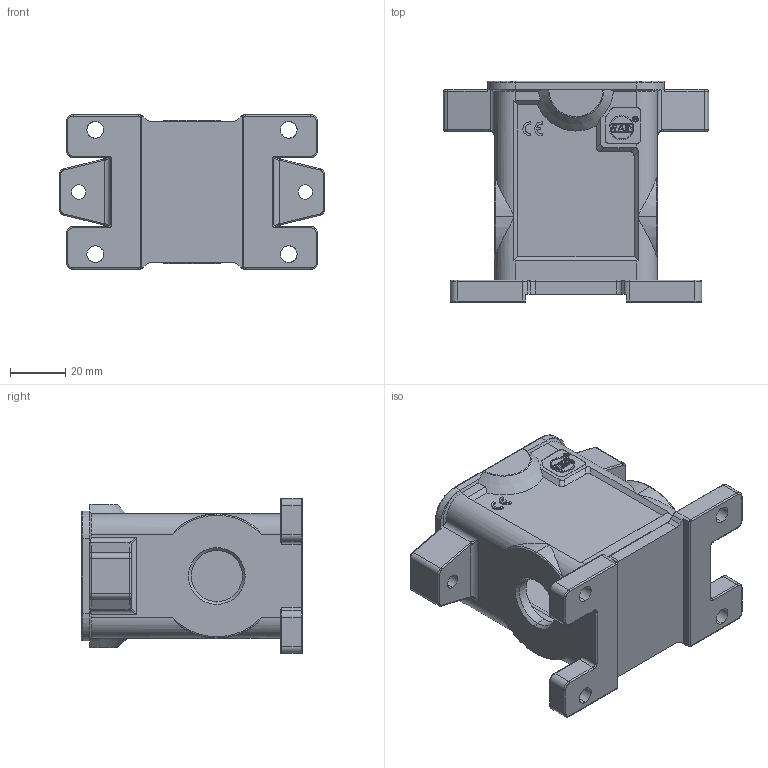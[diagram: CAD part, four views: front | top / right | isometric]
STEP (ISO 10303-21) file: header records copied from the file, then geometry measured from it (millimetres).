
FILE_DESCRIPTION(/* description */ (''),/* implementation_level */ '2;1');
FILE_NAME(/* name */ '3D_1150062205002_HP6B-SFH-2H-M20_V1.1.stp',/* time_stamp */ '2024-01-16T08:54:07+08:00',/* author */ (''),/* organization */ (''),/* preprocessor_version */ 'ST-DEVELOPER v18.1',/* originating_system */ 'SIEMENS PLM Software NX 1980',/* authorisation */ '');
FILE_SCHEMA (('AUTOMOTIVE_DESIGN { 1 0 10303 214 3 1 1 1 }'));
Length unit declared in the file: millimetre
Products named in the file (1): 3D_1150062205002_HP6B-SFH-2H-M20_V1.0_stp
Bounding box: 96 x 80 x 56 mm (x, y, z)
Volume: 95930.9 mm3; surface area: 41592.2 mm2
Topology: 1 solids, 1 shells, 565 faces, 1436 edges, 910 vertices
Faces by surface type: plane 291, cylinder 189, torus 68, cone 9, extrusion 4, bspline 4
Entity records: 19211 total; most frequent: CARTESIAN_POINT 6014, ORIENTED_EDGE 2872, DIRECTION 2490, EDGE_CURVE 1436, VERTEX_POINT 910, VECTOR 876, LINE 872, AXIS2_PLACEMENT_3D 807
